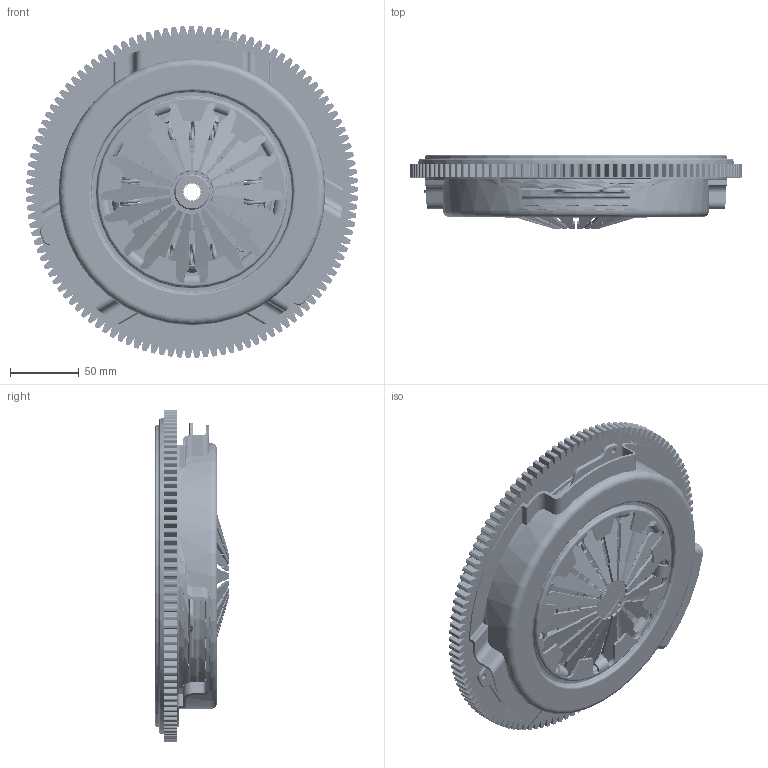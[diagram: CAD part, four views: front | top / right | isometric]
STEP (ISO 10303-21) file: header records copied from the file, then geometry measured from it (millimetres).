
FILE_DESCRIPTION (( 'STEP AP203' ), '1' );
FILE_NAME ('Assem3_Clutch.STEP', '2018-05-18T01:38:27', ( 'default' ), ( '' ), 'SwSTEP 2.0', 'SolidWorks 2017', '' );
FILE_SCHEMA (( 'CONFIG_CONTROL_DESIGN' ));
Length unit declared in the file: millimetre
Products named in the file (19): 13; Assem2; 12; Assem3_Clutch; 15; 10; 16 pin 2; 6; 14; 17; 3; 9; 1.; 8; 2.; 4; Assem1; 11; 7
Assembly tree (41 placements, depth 3):
  Assem3_Clutch
    Assem2
      7
      12  x2
      10  x2
      6
      17
      9  x2
      8  x4
      4  x2
      11  x2
    15  x4
    16 pin 2  x12
    14  x2
    Assem1
      3
      1.
      2.
    13
Bounding box: 241.92 x 53.77 x 241.91 mm (x, y, z)
Volume: 1051280.4 mm3; surface area: 490152.5 mm2
Topology: 44 solids, 44 shells, 4362 faces, 11878 edges, 7599 vertices
Faces by surface type: cylinder 1882, plane 1529, torus 517, bspline 295, cone 139
Entity records: 144208 total; most frequent: CARTESIAN_POINT 46017, ORIENTED_EDGE 20704, DIRECTION 20076, EDGE_CURVE 10352, AXIS2_PLACEMENT_3D 7774, VERTEX_POINT 6649, VECTOR 4528, LINE 4528
